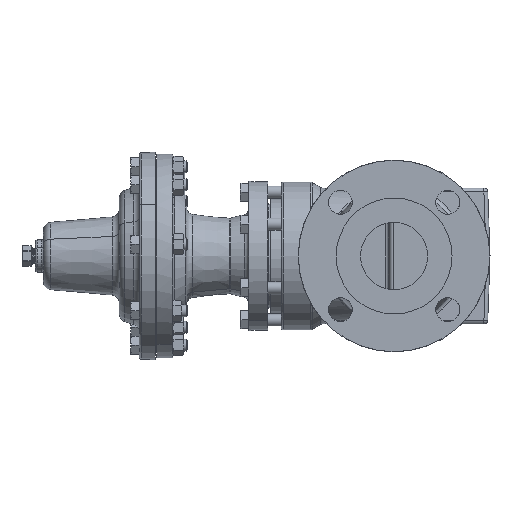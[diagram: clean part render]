
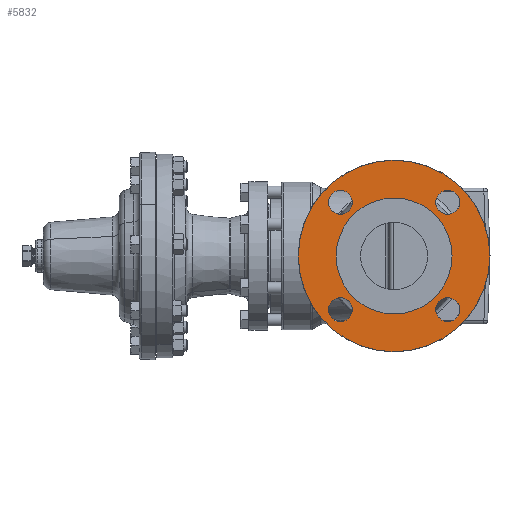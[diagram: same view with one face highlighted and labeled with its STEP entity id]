
A CAD part, left-side view. The second image highlights one B-rep face of the part: STEP entity #5832.
In plain terms, the highlighted planar face has unit normal (-1, 0, 0).
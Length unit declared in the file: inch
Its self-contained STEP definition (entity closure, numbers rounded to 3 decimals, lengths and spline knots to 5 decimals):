
#485 = FACE_BOUND ( 'NONE', #38314, .T. ) ;
#819 = DIRECTION ( 'NONE',  ( 1., 0., 0. ) ) ;
#827 = DIRECTION ( 'NONE',  ( 1., 0., 0. ) ) ;
#1482 = CIRCLE ( 'NONE', #13994, 2.99521 ) ;
#1522 = AXIS2_PLACEMENT_3D ( 'NONE', #37703, #42250, #13911 ) ;
#1637 = DIRECTION ( 'NONE',  ( 0., 0., -1. ) ) ;
#2731 = CIRCLE ( 'NONE', #43792, 0.375 ) ;
#2748 = VERTEX_POINT ( 'NONE', #43117 ) ;
#4328 = EDGE_LOOP ( 'NONE', ( #44735, #13025 ) ) ;
#4341 = CARTESIAN_POINT ( 'NONE',  ( -4.438, 0., -2.99521 ) ) ;
#4539 = CIRCLE ( 'NONE', #29854, 0.375 ) ;
#5376 = DIRECTION ( 'NONE',  ( 0., 0., -1. ) ) ;
#5741 = EDGE_CURVE ( 'NONE', #50800, #25663, #2731, .T. ) ;
#5832 = ADVANCED_FACE ( 'NONE', ( #36703, #35244, #10079, #51585, #16695, #485 ), #53948, .F. ) ;
#6333 = ORIENTED_EDGE ( 'NONE', *, *, #15854, .T. ) ;
#6410 = CARTESIAN_POINT ( 'NONE',  ( -4.438, 0., 2.99521 ) ) ;
#6723 = DIRECTION ( 'NONE',  ( 1., 0., 0. ) ) ;
#7092 = CARTESIAN_POINT ( 'NONE',  ( -4.438, 1.67938, 1.30438 ) ) ;
#7309 = DIRECTION ( 'NONE',  ( 0., 0., -1. ) ) ;
#7565 = CARTESIAN_POINT ( 'NONE',  ( -4.438, 1.67938, -2.05438 ) ) ;
#8095 = EDGE_CURVE ( 'NONE', #43349, #2748, #25426, .T. ) ;
#9988 = CIRCLE ( 'NONE', #39174, 1.8125 ) ;
#10079 = FACE_BOUND ( 'NONE', #20523, .T. ) ;
#10431 = CIRCLE ( 'NONE', #38975, 0.375 ) ;
#10947 = CARTESIAN_POINT ( 'NONE',  ( -4.438, -1.67938, -1.67938 ) ) ;
#11485 = CARTESIAN_POINT ( 'NONE',  ( -4.438, 1.67938, 1.67938 ) ) ;
#12917 = CARTESIAN_POINT ( 'NONE',  ( -4.438, 0., 0. ) ) ;
#12985 = AXIS2_PLACEMENT_3D ( 'NONE', #59836, #50171, #60030 ) ;
#13025 = ORIENTED_EDGE ( 'NONE', *, *, #33900, .T. ) ;
#13911 = DIRECTION ( 'NONE',  ( 0., 0., -1. ) ) ;
#13994 = AXIS2_PLACEMENT_3D ( 'NONE', #12917, #23034, #17640 ) ;
#15752 = VERTEX_POINT ( 'NONE', #4341 ) ;
#15854 = EDGE_CURVE ( 'NONE', #57412, #52720, #39397, .T. ) ;
#15874 = CARTESIAN_POINT ( 'NONE',  ( -4.438, -1.4257, 0. ) ) ;
#16272 = DIRECTION ( 'NONE',  ( 1., 0., 0. ) ) ;
#16695 = FACE_OUTER_BOUND ( 'NONE', #50252, .T. ) ;
#17013 = DIRECTION ( 'NONE',  ( 0., 0., -1. ) ) ;
#17640 = DIRECTION ( 'NONE',  ( 0., 0., -1. ) ) ;
#18375 = CARTESIAN_POINT ( 'NONE',  ( -4.438, 1.67938, -1.67938 ) ) ;
#19099 = EDGE_CURVE ( 'NONE', #57802, #15752, #1482, .T. ) ;
#19414 = VERTEX_POINT ( 'NONE', #7092 ) ;
#20523 = EDGE_LOOP ( 'NONE', ( #44041, #59800 ) ) ;
#21105 = AXIS2_PLACEMENT_3D ( 'NONE', #24565, #827, #5376 ) ;
#22387 = DIRECTION ( 'NONE',  ( 0., 0., -1. ) ) ;
#22538 = EDGE_CURVE ( 'NONE', #27147, #38061, #51528, .T. ) ;
#23034 = DIRECTION ( 'NONE',  ( -1., 0., 0. ) ) ;
#24072 = DIRECTION ( 'NONE',  ( 0., 0., -1. ) ) ;
#24565 = CARTESIAN_POINT ( 'NONE',  ( -4.438, -1.67938, 1.67938 ) ) ;
#25154 = CIRCLE ( 'NONE', #51994, 0.375 ) ;
#25403 = AXIS2_PLACEMENT_3D ( 'NONE', #18375, #32255, #46331 ) ;
#25426 = CIRCLE ( 'NONE', #12985, 1.8125 ) ;
#25620 = CARTESIAN_POINT ( 'NONE',  ( -4.438, 0., 0. ) ) ;
#25663 = VERTEX_POINT ( 'NONE', #56873 ) ;
#25915 = EDGE_CURVE ( 'NONE', #2748, #43349, #9988, .T. ) ;
#26262 = ORIENTED_EDGE ( 'NONE', *, *, #39400, .T. ) ;
#26653 = CARTESIAN_POINT ( 'NONE',  ( -4.438, -1.67938, 1.30438 ) ) ;
#26771 = AXIS2_PLACEMENT_3D ( 'NONE', #11485, #6723, #17013 ) ;
#27147 = VERTEX_POINT ( 'NONE', #7565 ) ;
#27354 = DIRECTION ( 'NONE',  ( 1., 0., 0. ) ) ;
#28442 = DIRECTION ( 'NONE',  ( 1., 0., 0. ) ) ;
#29854 = AXIS2_PLACEMENT_3D ( 'NONE', #39556, #53647, #7309 ) ;
#31912 = CARTESIAN_POINT ( 'NONE',  ( -4.438, 1.67938, 1.67938 ) ) ;
#32255 = DIRECTION ( 'NONE',  ( 1., 0., 0. ) ) ;
#32313 = EDGE_LOOP ( 'NONE', ( #6333, #60383 ) ) ;
#32789 = ORIENTED_EDGE ( 'NONE', *, *, #25915, .F. ) ;
#33136 = AXIS2_PLACEMENT_3D ( 'NONE', #56772, #28442, #24072 ) ;
#33900 = EDGE_CURVE ( 'NONE', #19414, #44404, #34374, .T. ) ;
#34215 = CIRCLE ( 'NONE', #1522, 2.99521 ) ;
#34374 = CIRCLE ( 'NONE', #26771, 0.375 ) ;
#34919 = DIRECTION ( 'NONE',  ( 1., 0., 0. ) ) ;
#35244 = FACE_BOUND ( 'NONE', #32313, .T. ) ;
#35361 = DIRECTION ( 'NONE',  ( -1., 0., 0. ) ) ;
#36581 = EDGE_CURVE ( 'NONE', #15752, #57802, #34215, .T. ) ;
#36703 = FACE_BOUND ( 'NONE', #4328, .T. ) ;
#37382 = ORIENTED_EDGE ( 'NONE', *, *, #8095, .F. ) ;
#37703 = CARTESIAN_POINT ( 'NONE',  ( -4.438, 0., 0. ) ) ;
#38061 = VERTEX_POINT ( 'NONE', #59005 ) ;
#38314 = EDGE_LOOP ( 'NONE', ( #37382, #32789 ) ) ;
#38618 = CARTESIAN_POINT ( 'NONE',  ( -4.438, 1.67938, 2.05438 ) ) ;
#38975 = AXIS2_PLACEMENT_3D ( 'NONE', #31912, #27354, #22387 ) ;
#39174 = AXIS2_PLACEMENT_3D ( 'NONE', #25620, #35361, #58323 ) ;
#39397 = CIRCLE ( 'NONE', #21105, 0.375 ) ;
#39400 = EDGE_CURVE ( 'NONE', #38061, #27147, #60676, .T. ) ;
#39556 = CARTESIAN_POINT ( 'NONE',  ( -4.438, -1.67938, 1.67938 ) ) ;
#39588 = EDGE_CURVE ( 'NONE', #25663, #50800, #25154, .T. ) ;
#39710 = ORIENTED_EDGE ( 'NONE', *, *, #22538, .T. ) ;
#39795 = AXIS2_PLACEMENT_3D ( 'NONE', #15874, #16272, #39863 ) ;
#39863 = DIRECTION ( 'NONE',  ( 0., 0., 1. ) ) ;
#41064 = ORIENTED_EDGE ( 'NONE', *, *, #19099, .T. ) ;
#41994 = CARTESIAN_POINT ( 'NONE',  ( -4.438, -1.67938, -1.30438 ) ) ;
#42250 = DIRECTION ( 'NONE',  ( -1., 0., 0. ) ) ;
#43117 = CARTESIAN_POINT ( 'NONE',  ( -4.438, 0., -1.8125 ) ) ;
#43349 = VERTEX_POINT ( 'NONE', #56493 ) ;
#43792 = AXIS2_PLACEMENT_3D ( 'NONE', #10947, #819, #1637 ) ;
#44028 = CARTESIAN_POINT ( 'NONE',  ( -4.438, -1.67938, -1.67938 ) ) ;
#44041 = ORIENTED_EDGE ( 'NONE', *, *, #5741, .T. ) ;
#44404 = VERTEX_POINT ( 'NONE', #38618 ) ;
#44735 = ORIENTED_EDGE ( 'NONE', *, *, #54552, .T. ) ;
#46331 = DIRECTION ( 'NONE',  ( 0., 0., -1. ) ) ;
#50171 = DIRECTION ( 'NONE',  ( -1., 0., 0. ) ) ;
#50252 = EDGE_LOOP ( 'NONE', ( #58880, #41064 ) ) ;
#50800 = VERTEX_POINT ( 'NONE', #41994 ) ;
#51528 = CIRCLE ( 'NONE', #33136, 0.375 ) ;
#51585 = FACE_BOUND ( 'NONE', #54091, .T. ) ;
#51994 = AXIS2_PLACEMENT_3D ( 'NONE', #44028, #34919, #53546 ) ;
#52720 = VERTEX_POINT ( 'NONE', #26653 ) ;
#53471 = EDGE_CURVE ( 'NONE', #52720, #57412, #4539, .T. ) ;
#53546 = DIRECTION ( 'NONE',  ( 0., 0., -1. ) ) ;
#53647 = DIRECTION ( 'NONE',  ( 1., 0., 0. ) ) ;
#53948 = PLANE ( 'NONE',  #39795 ) ;
#54091 = EDGE_LOOP ( 'NONE', ( #26262, #39710 ) ) ;
#54552 = EDGE_CURVE ( 'NONE', #44404, #19414, #10431, .T. ) ;
#56493 = CARTESIAN_POINT ( 'NONE',  ( -4.438, 0., 1.8125 ) ) ;
#56772 = CARTESIAN_POINT ( 'NONE',  ( -4.438, 1.67938, -1.67938 ) ) ;
#56873 = CARTESIAN_POINT ( 'NONE',  ( -4.438, -1.67938, -2.05438 ) ) ;
#57412 = VERTEX_POINT ( 'NONE', #61121 ) ;
#57802 = VERTEX_POINT ( 'NONE', #6410 ) ;
#58323 = DIRECTION ( 'NONE',  ( 0., 0., 1. ) ) ;
#58880 = ORIENTED_EDGE ( 'NONE', *, *, #36581, .T. ) ;
#59005 = CARTESIAN_POINT ( 'NONE',  ( -4.438, 1.67938, -1.30438 ) ) ;
#59800 = ORIENTED_EDGE ( 'NONE', *, *, #39588, .T. ) ;
#59836 = CARTESIAN_POINT ( 'NONE',  ( -4.438, 0., 0. ) ) ;
#60030 = DIRECTION ( 'NONE',  ( 0., 0., 1. ) ) ;
#60383 = ORIENTED_EDGE ( 'NONE', *, *, #53471, .T. ) ;
#60676 = CIRCLE ( 'NONE', #25403, 0.375 ) ;
#61121 = CARTESIAN_POINT ( 'NONE',  ( -4.438, -1.67938, 2.05438 ) ) ;
